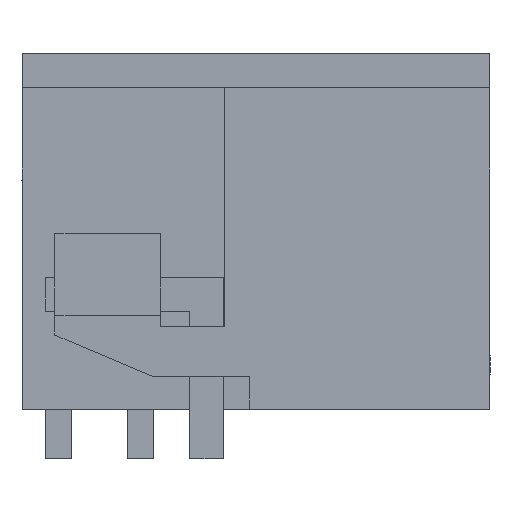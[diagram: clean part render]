
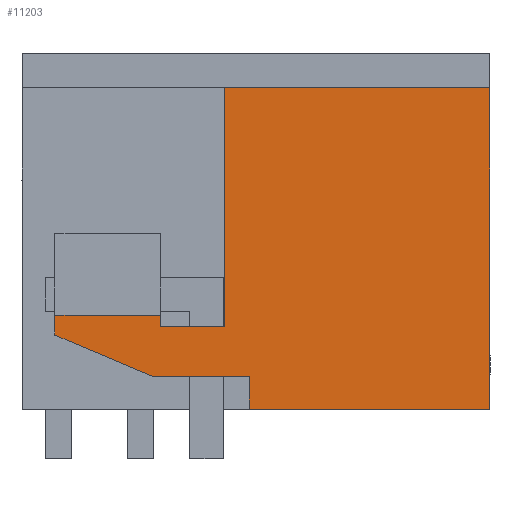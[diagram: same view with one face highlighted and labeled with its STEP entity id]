
A CAD part, left-side view. The second image highlights one B-rep face of the part: STEP entity #11203.
In plain terms, the highlighted planar face has unit normal (-1, 0, 0).
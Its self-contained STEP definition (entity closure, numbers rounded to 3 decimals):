
#11141=AXIS2_PLACEMENT_3D('Plane Axis2P3D',#11138,#11139,#11140) ;
#5502=CARTESIAN_POINT('Vertex',(0.,0.,11.25)) ;
#5505=CARTESIAN_POINT('Line Origine',(0.,0.,6.375)) ;
#5509=CARTESIAN_POINT('Vertex',(0.,0.,1.5)) ;
#10646=CARTESIAN_POINT('Line Origine',(0.,3.65,1.5)) ;
#10650=CARTESIAN_POINT('Vertex',(0.,7.3,1.5)) ;
#10791=CARTESIAN_POINT('Vertex',(0.,8.05,11.25)) ;
#10794=CARTESIAN_POINT('Line Origine',(0.,4.025,11.25)) ;
#11123=CARTESIAN_POINT('Vertex',(0.,7.3,2.497)) ;
#11126=CARTESIAN_POINT('Line Origine',(0.,7.3,1.998)) ;
#11138=CARTESIAN_POINT('Axis2P3D Location',(0.,0.,11.25)) ;
#11143=CARTESIAN_POINT('Line Origine',(0.,8.05,7.625)) ;
#11147=CARTESIAN_POINT('Vertex',(0.,8.05,4.)) ;
#11150=CARTESIAN_POINT('Line Origine',(0.,9.025,4.)) ;
#11154=CARTESIAN_POINT('Vertex',(0.,10.,4.)) ;
#11157=CARTESIAN_POINT('Line Origine',(0.,10.,4.175)) ;
#11161=CARTESIAN_POINT('Vertex',(0.,10.,4.35)) ;
#11164=CARTESIAN_POINT('Line Origine',(0.,11.6,4.35)) ;
#11168=CARTESIAN_POINT('Vertex',(0.,13.2,4.35)) ;
#11171=CARTESIAN_POINT('Line Origine',(0.,13.2,4.05)) ;
#11175=CARTESIAN_POINT('Vertex',(0.,13.2,3.75)) ;
#11178=CARTESIAN_POINT('Line Origine',(0.,11.721,3.123)) ;
#11182=CARTESIAN_POINT('Vertex',(0.,10.242,2.497)) ;
#11185=CARTESIAN_POINT('Line Origine',(0.,8.771,2.497)) ;
#5506=DIRECTION('Vector Direction',(0.,0.,-1.)) ;
#10647=DIRECTION('Vector Direction',(0.,1.,0.)) ;
#10795=DIRECTION('Vector Direction',(0.,1.,0.)) ;
#11127=DIRECTION('Vector Direction',(0.,0.,-1.)) ;
#11139=DIRECTION('Axis2P3D Direction',(1.,0.,0.)) ;
#11140=DIRECTION('Axis2P3D XDirection',(0.,0.,-1.)) ;
#11144=DIRECTION('Vector Direction',(0.,0.,1.)) ;
#11151=DIRECTION('Vector Direction',(0.,-1.,0.)) ;
#11158=DIRECTION('Vector Direction',(0.,0.,1.)) ;
#11165=DIRECTION('Vector Direction',(0.,1.,0.)) ;
#11172=DIRECTION('Vector Direction',(0.,0.,-1.)) ;
#11179=DIRECTION('Vector Direction',(0.,0.921,0.39)) ;
#11186=DIRECTION('Vector Direction',(0.,-1.,0.)) ;
#5507=VECTOR('Line Direction',#5506,1.) ;
#10648=VECTOR('Line Direction',#10647,1.) ;
#10796=VECTOR('Line Direction',#10795,1.) ;
#11128=VECTOR('Line Direction',#11127,1.) ;
#11145=VECTOR('Line Direction',#11144,1.) ;
#11152=VECTOR('Line Direction',#11151,1.) ;
#11159=VECTOR('Line Direction',#11158,1.) ;
#11166=VECTOR('Line Direction',#11165,1.) ;
#11173=VECTOR('Line Direction',#11172,1.) ;
#11180=VECTOR('Line Direction',#11179,1.) ;
#11187=VECTOR('Line Direction',#11186,1.) ;
#11191=ORIENTED_EDGE('',*,*,#11149,.F.) ;
#11192=ORIENTED_EDGE('',*,*,#11156,.F.) ;
#11193=ORIENTED_EDGE('',*,*,#11163,.F.) ;
#11194=ORIENTED_EDGE('',*,*,#11170,.F.) ;
#11195=ORIENTED_EDGE('',*,*,#11177,.F.) ;
#11196=ORIENTED_EDGE('',*,*,#11184,.F.) ;
#11197=ORIENTED_EDGE('',*,*,#11189,.F.) ;
#11198=ORIENTED_EDGE('',*,*,#11130,.F.) ;
#11199=ORIENTED_EDGE('',*,*,#10652,.F.) ;
#11200=ORIENTED_EDGE('',*,*,#5511,.F.) ;
#11201=ORIENTED_EDGE('',*,*,#10798,.T.) ;
#11203=ADVANCED_FACE('HOUSING',(#11202),#11142,.F.) ;
#5511=EDGE_CURVE('',#5503,#5510,#5508,.T.) ;
#10652=EDGE_CURVE('',#5510,#10651,#10649,.T.) ;
#10798=EDGE_CURVE('',#5503,#10792,#10797,.T.) ;
#11130=EDGE_CURVE('',#10651,#11124,#11129,.F.) ;
#11149=EDGE_CURVE('',#11148,#10792,#11146,.T.) ;
#11156=EDGE_CURVE('',#11155,#11148,#11153,.T.) ;
#11163=EDGE_CURVE('',#11162,#11155,#11160,.F.) ;
#11170=EDGE_CURVE('',#11169,#11162,#11167,.F.) ;
#11177=EDGE_CURVE('',#11176,#11169,#11174,.F.) ;
#11184=EDGE_CURVE('',#11183,#11176,#11181,.T.) ;
#11189=EDGE_CURVE('',#11124,#11183,#11188,.F.) ;
#11190=EDGE_LOOP('',(#11191,#11192,#11193,#11194,#11195,#11196,#11197,#11198,#11199,#11200,#11201)) ;
#11202=FACE_OUTER_BOUND('',#11190,.T.) ;
#5508=LINE('Line',#5505,#5507) ;
#10649=LINE('Line',#10646,#10648) ;
#10797=LINE('Line',#10794,#10796) ;
#11129=LINE('Line',#11126,#11128) ;
#11146=LINE('Line',#11143,#11145) ;
#11153=LINE('Line',#11150,#11152) ;
#11160=LINE('Line',#11157,#11159) ;
#11167=LINE('Line',#11164,#11166) ;
#11174=LINE('Line',#11171,#11173) ;
#11181=LINE('Line',#11178,#11180) ;
#11188=LINE('Line',#11185,#11187) ;
#11142=PLANE('',#11141) ;
#5503=VERTEX_POINT('',#5502) ;
#5510=VERTEX_POINT('',#5509) ;
#10651=VERTEX_POINT('',#10650) ;
#10792=VERTEX_POINT('',#10791) ;
#11124=VERTEX_POINT('',#11123) ;
#11148=VERTEX_POINT('',#11147) ;
#11155=VERTEX_POINT('',#11154) ;
#11162=VERTEX_POINT('',#11161) ;
#11169=VERTEX_POINT('',#11168) ;
#11176=VERTEX_POINT('',#11175) ;
#11183=VERTEX_POINT('',#11182) ;
